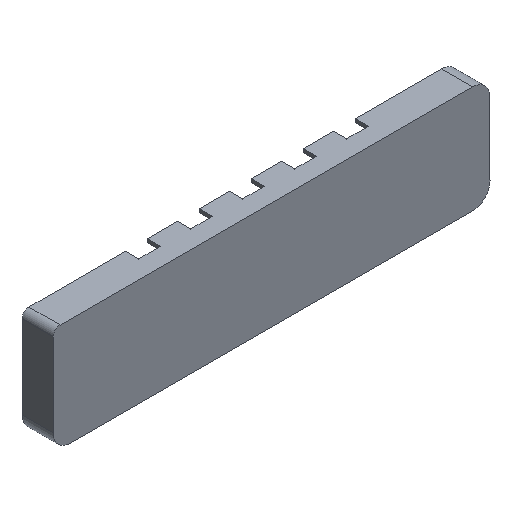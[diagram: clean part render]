
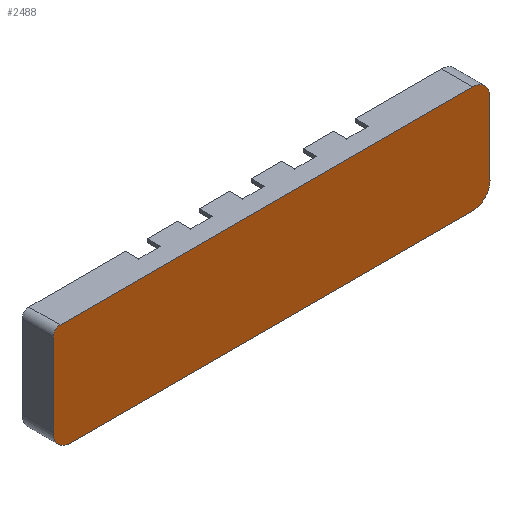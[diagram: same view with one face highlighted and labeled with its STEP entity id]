
A CAD part, isometric view. The second image highlights one B-rep face of the part: STEP entity #2488.
In plain terms, the highlighted planar face has unit normal (0, -1, 0).
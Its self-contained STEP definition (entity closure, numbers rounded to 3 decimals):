
#115=FACE_OUTER_BOUND('',#247,.T.);
#247=EDGE_LOOP('',(#1919,#1920,#1921,#1922,#1923,#1924,#1925,#1926));
#360=CIRCLE('',#2670,2.);
#361=CIRCLE('',#2671,5.);
#362=CIRCLE('',#2672,5.);
#363=CIRCLE('',#2673,5.);
#577=LINE('',#3925,#870);
#578=LINE('',#3929,#871);
#579=LINE('',#3933,#872);
#580=LINE('',#3936,#873);
#870=VECTOR('',#3153,10.);
#871=VECTOR('',#3156,10.);
#872=VECTOR('',#3159,10.);
#873=VECTOR('',#3162,10.);
#1142=VERTEX_POINT('',#3921);
#1143=VERTEX_POINT('',#3922);
#1144=VERTEX_POINT('',#3924);
#1145=VERTEX_POINT('',#3926);
#1146=VERTEX_POINT('',#3928);
#1147=VERTEX_POINT('',#3930);
#1148=VERTEX_POINT('',#3932);
#1149=VERTEX_POINT('',#3934);
#1442=EDGE_CURVE('',#1142,#1143,#360,.T.);
#1443=EDGE_CURVE('',#1144,#1142,#577,.T.);
#1444=EDGE_CURVE('',#1145,#1144,#361,.T.);
#1445=EDGE_CURVE('',#1146,#1145,#578,.T.);
#1446=EDGE_CURVE('',#1147,#1146,#362,.T.);
#1447=EDGE_CURVE('',#1148,#1147,#579,.T.);
#1448=EDGE_CURVE('',#1149,#1148,#363,.T.);
#1449=EDGE_CURVE('',#1143,#1149,#580,.T.);
#1919=ORIENTED_EDGE('',*,*,#1442,.F.);
#1920=ORIENTED_EDGE('',*,*,#1443,.F.);
#1921=ORIENTED_EDGE('',*,*,#1444,.F.);
#1922=ORIENTED_EDGE('',*,*,#1445,.F.);
#1923=ORIENTED_EDGE('',*,*,#1446,.F.);
#1924=ORIENTED_EDGE('',*,*,#1447,.F.);
#1925=ORIENTED_EDGE('',*,*,#1448,.F.);
#1926=ORIENTED_EDGE('',*,*,#1449,.F.);
#2382=PLANE('',#2669);
#2488=ADVANCED_FACE('',(#115),#2382,.T.);
#2669=AXIS2_PLACEMENT_3D('',#3920,#3149,#3150);
#2670=AXIS2_PLACEMENT_3D('',#3923,#3151,#3152);
#2671=AXIS2_PLACEMENT_3D('',#3927,#3154,#3155);
#2672=AXIS2_PLACEMENT_3D('',#3931,#3157,#3158);
#2673=AXIS2_PLACEMENT_3D('',#3935,#3160,#3161);
#3149=DIRECTION('center_axis',(0.,-1.,0.));
#3150=DIRECTION('ref_axis',(1.,0.,0.));
#3151=DIRECTION('center_axis',(0.,1.,0.));
#3152=DIRECTION('ref_axis',(-0.707,0.,0.707));
#3153=DIRECTION('',(0.,0.,1.));
#3154=DIRECTION('center_axis',(0.,1.,0.));
#3155=DIRECTION('ref_axis',(0.,0.,-1.));
#3156=DIRECTION('',(-1.,0.,0.));
#3157=DIRECTION('center_axis',(0.,1.,0.));
#3158=DIRECTION('ref_axis',(1.,0.,0.));
#3159=DIRECTION('',(0.,0.,-1.));
#3160=DIRECTION('center_axis',(0.,1.,0.));
#3161=DIRECTION('ref_axis',(0.,0.,1.));
#3162=DIRECTION('',(1.,0.,0.));
#3920=CARTESIAN_POINT('Origin',(5.,-2.28,0.78));
#3921=CARTESIAN_POINT('',(-58.,-2.28,14.28));
#3922=CARTESIAN_POINT('',(-56.,-2.28,16.28));
#3923=CARTESIAN_POINT('Origin',(-56.,-2.28,14.28));
#3924=CARTESIAN_POINT('',(-58.,-2.28,-9.72));
#3925=CARTESIAN_POINT('',(-58.,-2.28,8.53));
#3926=CARTESIAN_POINT('',(-53.,-2.28,-14.72));
#3927=CARTESIAN_POINT('Origin',(-53.,-2.28,-9.72));
#3928=CARTESIAN_POINT('',(63.,-2.28,-14.72));
#3929=CARTESIAN_POINT('',(-24.,-2.28,-14.72));
#3930=CARTESIAN_POINT('',(68.,-2.28,-9.72));
#3931=CARTESIAN_POINT('Origin',(63.,-2.28,-9.72));
#3932=CARTESIAN_POINT('',(68.,-2.28,11.28));
#3933=CARTESIAN_POINT('',(68.,-2.28,-4.47));
#3934=CARTESIAN_POINT('',(63.,-2.28,16.28));
#3935=CARTESIAN_POINT('Origin',(63.,-2.28,11.28));
#3936=CARTESIAN_POINT('',(34.,-2.28,16.28));
